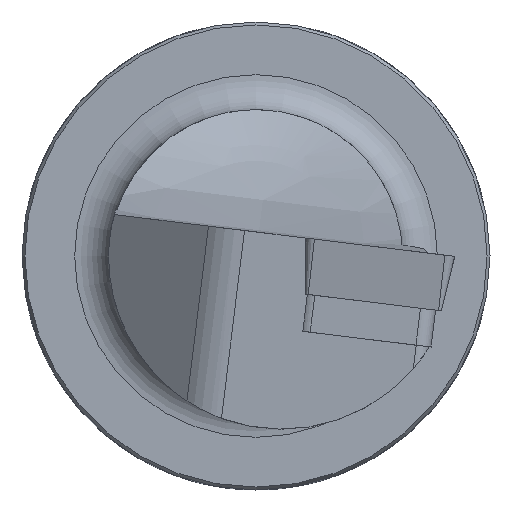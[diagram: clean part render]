
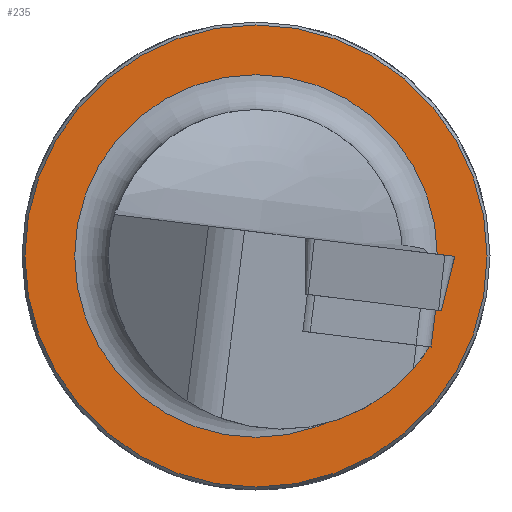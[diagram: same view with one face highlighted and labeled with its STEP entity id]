
A CAD part, left-side view. The second image highlights one B-rep face of the part: STEP entity #235.
In plain terms, the highlighted planar face has unit normal (-1, 0, 0).
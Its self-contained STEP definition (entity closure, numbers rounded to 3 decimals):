
#153=PLANE('',#1243);
#192=FACE_BOUND('',#387,.T.);
#193=FACE_BOUND('',#388,.T.);
#235=ADVANCED_FACE('',(#192,#193),#153,.F.);
#387=EDGE_LOOP('',(#744));
#388=EDGE_LOOP('',(#745));
#744=ORIENTED_EDGE('',*,*,#1074,.F.);
#745=ORIENTED_EDGE('',*,*,#1052,.F.);
#945=VERTEX_POINT('',#2104);
#952=VERTEX_POINT('',#2308);
#1052=EDGE_CURVE('',#945,#945,#1137,.T.);
#1074=EDGE_CURVE('',#952,#952,#1142,.T.);
#1137=CIRCLE('',#1211,19.75);
#1142=CIRCLE('',#1242,15.5);
#1211=AXIS2_PLACEMENT_3D('',#2103,#1371,#1372);
#1242=AXIS2_PLACEMENT_3D('',#2307,#1449,#1450);
#1243=AXIS2_PLACEMENT_3D('',#2309,#1451,#1452);
#1371=DIRECTION('',(1.,0.,0.));
#1372=DIRECTION('',(0.,0.,-1.));
#1449=DIRECTION('',(-1.,0.,0.));
#1450=DIRECTION('',(0.,0.,-1.));
#1451=DIRECTION('',(1.,0.,0.));
#1452=DIRECTION('',(0.,0.,-1.));
#2103=CARTESIAN_POINT('',(70.,0.,0.));
#2104=CARTESIAN_POINT('',(70.,0.,-19.75));
#2307=CARTESIAN_POINT('',(70.,0.,0.));
#2308=CARTESIAN_POINT('',(70.,0.,-15.5));
#2309=CARTESIAN_POINT('',(70.,19.5,0.));
